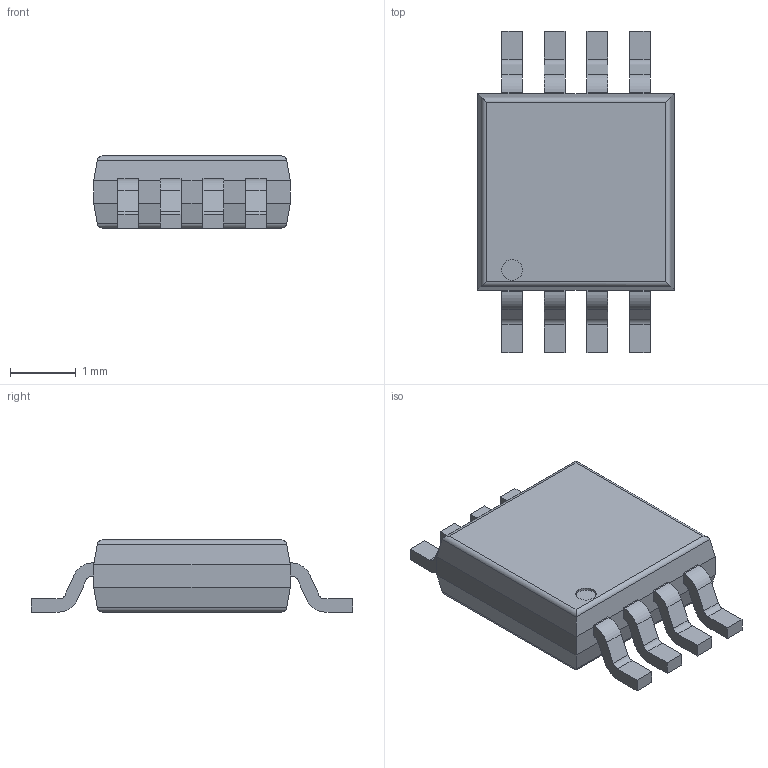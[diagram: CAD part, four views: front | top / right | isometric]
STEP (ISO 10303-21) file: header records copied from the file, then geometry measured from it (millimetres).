
FILE_DESCRIPTION(('FreeCAD Model'),'2;1');
FILE_NAME('SOP65P490X110-9p.step', '2021-04-01T19:02:03',('kicad StepUp'),('ksu MCAD'), 'Open CASCADE STEP processor 7.2','FreeCAD','Unknown');
FILE_SCHEMA(('AUTOMOTIVE_DESIGN { 1 0 10303 214 1 1 1 1 }'));
Length unit declared in the file: millimetre
Products named in the file (1): SOP65P490X110-9
Bounding box: 3 x 4.9 x 1.1 mm (x, y, z)
Volume: 10.2 mm3; surface area: 47.2 mm2
Topology: 10 solids, 10 shells, 143 faces, 346 edges, 224 vertices
Faces by surface type: plane 101, cylinder 42
Entity records: 5125 total; most frequent: CARTESIAN_POINT 738, DIRECTION 694, ORIENTED_EDGE 692, EDGE_CURVE 346, LINE 270, VECTOR 270, VERTEX_POINT 224, AXIS2_PLACEMENT_3D 212
